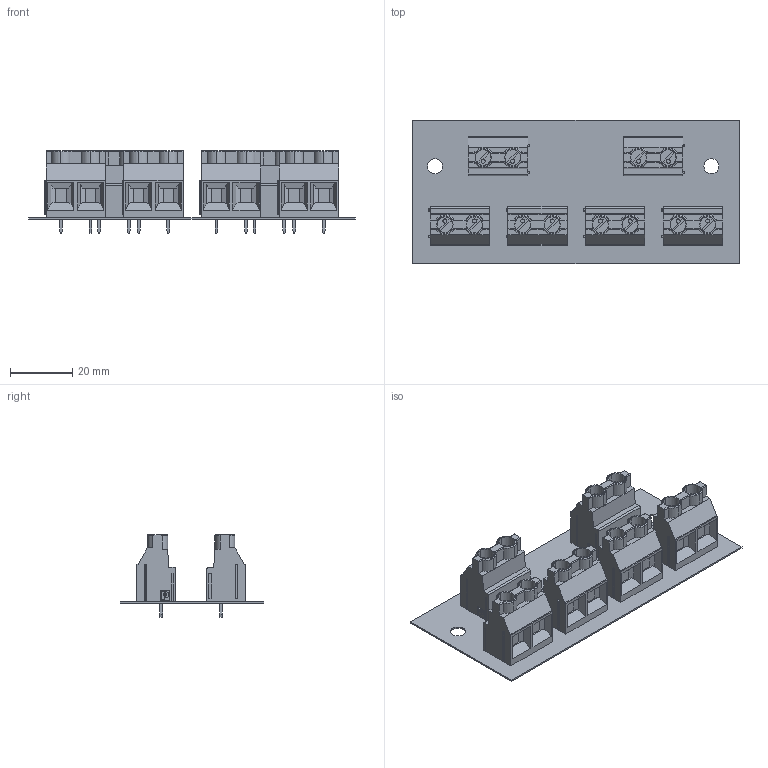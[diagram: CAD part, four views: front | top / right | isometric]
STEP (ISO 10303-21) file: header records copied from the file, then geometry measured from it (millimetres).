
FILE_DESCRIPTION(('Open CASCADE Model'),'2;1');
FILE_NAME('Open CASCADE Shape Model','2015-04-17T03:24:14',('Author'),( 'Open CASCADE'),'Open CASCADE STEP processor 6.5','Open CASCADE 6.5' ,'Unknown');
FILE_SCHEMA(('AUTOMOTIVE_DESIGN { 1 0 10303 214 1 1 1 1 }'));
Length unit declared in the file: millimetre
Products named in the file (10): PCB; Board; BAT3; 1714971; mkds_5-2-9.5; BAT4; POD2; BAT2; POD1; BAT1
Assembly tree (14 placements, depth 4):
  PCB
    Board
    BAT3
      1714971
        mkds_5-2-9.5
    BAT4
      1714971
        mkds_5-2-9.5
    POD2
      1714971
        mkds_5-2-9.5
    BAT2
      1714971
        mkds_5-2-9.5
    POD1
      1714971
        mkds_5-2-9.5
    BAT1
      1714971
        mkds_5-2-9.5
Bounding box: 105 x 46 x 26.5 mm (x, y, z)
Volume: 23747.7 mm3; surface area: 22115.1 mm2
Topology: 7 solids, 7 shells, 1136 faces, 2910 edges, 1884 vertices
Faces by surface type: plane 780, cylinder 308, torus 48
Full cylindrical faces by diameter (mm): 1.3 x12, 4.826 x2
Entity records: 16790 total; most frequent: CARTESIAN_POINT 4875, DIRECTION 1876, LINE 1062, VECTOR 1062, ORIENTED_EDGE 1060, PCURVE 1060, DEFINITIONAL_REPRESENTATION 1060, EDGE_CURVE 530
